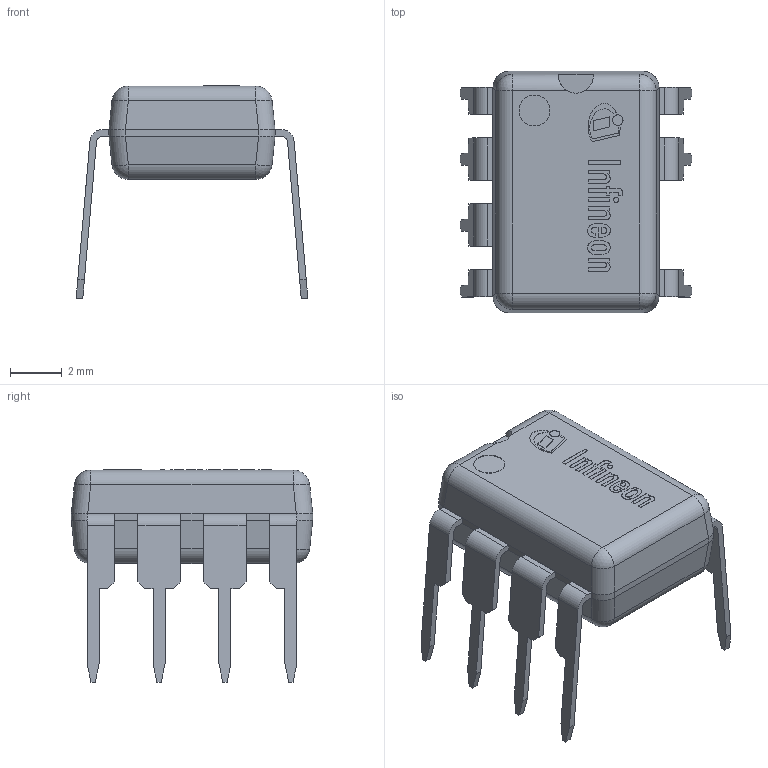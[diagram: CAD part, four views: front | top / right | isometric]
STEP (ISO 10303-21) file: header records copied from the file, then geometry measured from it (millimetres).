
FILE_DESCRIPTION(/* description */ (''),/* implementation_level */ '2;1');
FILE_NAME(/* name */ 'PG-DIP-7-6_Z8B00168506_V03_3D.stp',/* time_stamp */ '2019-05-14T15:40:13+05:00',/* author */ ('janartha'),/* organization */ (''),/* preprocessor_version */ 'ST-DEVELOPER v16.13',/* originating_system */ 'AutoCAD Mechanical',/* authorisation */ '');
FILE_SCHEMA (('AUTOMOTIVE_DESIGN { 1 0 10303 214 3 1 1 }'));
Length unit declared in the file: millimetre
Products named in the file (1): Product
Bounding box: 8.93 x 9.3 x 8.18 mm (x, y, z)
Volume: 210 mm3; surface area: 555.7 mm2
Topology: 23 solids, 23 shells, 296 faces, 723 edges, 474 vertices
Faces by surface type: plane 221, cylinder 37, bspline 30, sphere 8
Full cylindrical faces by diameter (mm): 0.201 x1, 0.403 x1, 1.192 x2
Entity records: 8720 total; most frequent: CARTESIAN_POINT 1926, ORIENTED_EDGE 1438, DIRECTION 1281, EDGE_CURVE 719, LINE 583, VECTOR 583, VERTEX_POINT 474, AXIS2_PLACEMENT_3D 349
